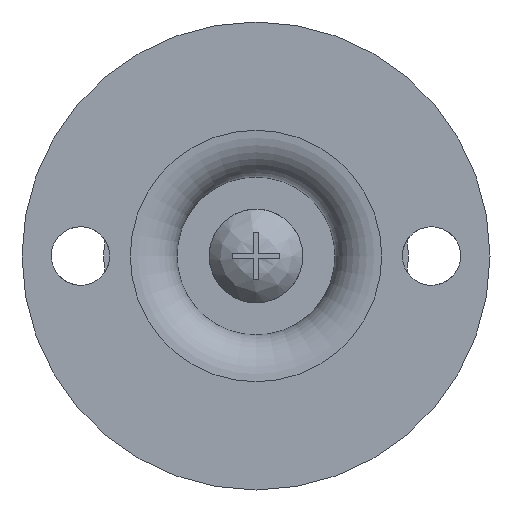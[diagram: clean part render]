
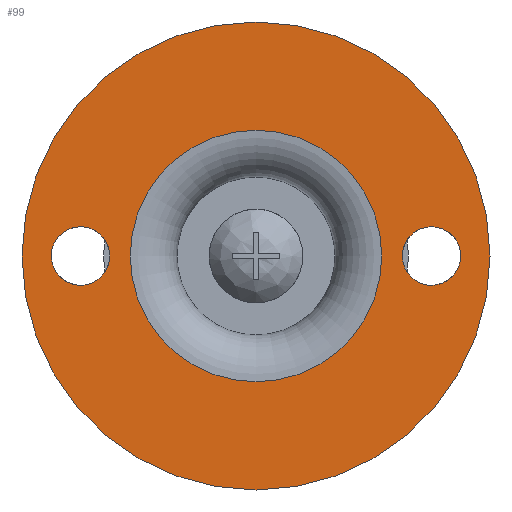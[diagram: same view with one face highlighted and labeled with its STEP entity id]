
A CAD part, front view. The second image highlights one B-rep face of the part: STEP entity #99.
In plain terms, the highlighted planar face has unit normal (0, -1, 0).
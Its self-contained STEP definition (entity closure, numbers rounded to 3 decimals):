
#99 = ADVANCED_FACE( '', ( #231, #232, #233, #234 ), #235, .F. );
#231 = FACE_BOUND( '', #402, .T. );
#232 = FACE_BOUND( '', #403, .T. );
#233 = FACE_OUTER_BOUND( '', #404, .T. );
#234 = FACE_BOUND( '', #405, .T. );
#235 = PLANE( '', #406 );
#402 = EDGE_LOOP( '', ( #663 ) );
#403 = EDGE_LOOP( '', ( #664 ) );
#404 = EDGE_LOOP( '', ( #665 ) );
#405 = EDGE_LOOP( '', ( #666 ) );
#406 = AXIS2_PLACEMENT_3D( '', #667, #668, #669 );
#663 = ORIENTED_EDGE( '', *, *, #1011, .F. );
#664 = ORIENTED_EDGE( '', *, *, #991, .F. );
#665 = ORIENTED_EDGE( '', *, *, #986, .T. );
#666 = ORIENTED_EDGE( '', *, *, #1012, .T. );
#667 = CARTESIAN_POINT( '', ( 20., 0., 0. ) );
#668 = DIRECTION( '', ( 0., 1., 0. ) );
#669 = DIRECTION( '', ( 0., 0., 1. ) );
#986 = EDGE_CURVE( '', #1163, #1163, #1164, .T. );
#991 = EDGE_CURVE( '', #1172, #1172, #1173, .F. );
#1011 = EDGE_CURVE( '', #1200, #1200, #1201, .T. );
#1012 = EDGE_CURVE( '', #1202, #1202, #1203, .T. );
#1163 = VERTEX_POINT( '', #1434 );
#1164 = CIRCLE( '', #1435, 20. );
#1172 = VERTEX_POINT( '', #1443 );
#1173 = CIRCLE( '', #1444, 2.5 );
#1200 = VERTEX_POINT( '', #1501 );
#1201 = CIRCLE( '', #1502, 10.75 );
#1202 = VERTEX_POINT( '', #1503 );
#1203 = CIRCLE( '', #1504, 2.5 );
#1434 = CARTESIAN_POINT( '', ( 0., 0., -20. ) );
#1435 = AXIS2_PLACEMENT_3D( '', #1750, #1751, #1752 );
#1443 = CARTESIAN_POINT( '', ( 15., 0., 2.5 ) );
#1444 = AXIS2_PLACEMENT_3D( '', #1762, #1763, #1764 );
#1501 = CARTESIAN_POINT( '', ( 0., 0., -10.75 ) );
#1502 = AXIS2_PLACEMENT_3D( '', #1780, #1781, #1782 );
#1503 = CARTESIAN_POINT( '', ( -12.5, 0., 0. ) );
#1504 = AXIS2_PLACEMENT_3D( '', #1783, #1784, #1785 );
#1750 = CARTESIAN_POINT( '', ( 0., 0., 0. ) );
#1751 = DIRECTION( '', ( 0., -1., 0. ) );
#1752 = DIRECTION( '', ( 0., 0., -1. ) );
#1762 = CARTESIAN_POINT( '', ( 15., 0., 0. ) );
#1763 = DIRECTION( '', ( 0., 1., 0. ) );
#1764 = DIRECTION( '', ( 0., 0., 1. ) );
#1780 = CARTESIAN_POINT( '', ( 0., 0., 0. ) );
#1781 = DIRECTION( '', ( 0., -1., 0. ) );
#1782 = DIRECTION( '', ( 0., 0., -1. ) );
#1783 = CARTESIAN_POINT( '', ( -15., 0., 0. ) );
#1784 = DIRECTION( '', ( 0., 1., 0. ) );
#1785 = DIRECTION( '', ( 1., 0., 0. ) );
